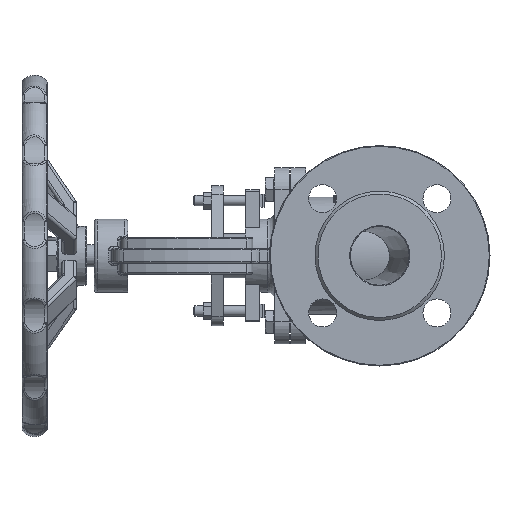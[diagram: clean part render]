
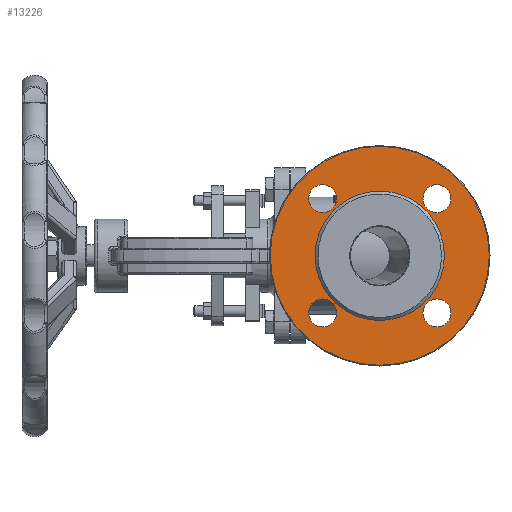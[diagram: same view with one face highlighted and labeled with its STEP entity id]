
A CAD part, left-side view. The second image highlights one B-rep face of the part: STEP entity #13226.
In plain terms, the highlighted planar face has unit normal (-1, 0, 0).
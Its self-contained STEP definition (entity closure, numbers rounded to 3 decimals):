
#328=FACE_BOUND('',#3456,.T.);
#329=FACE_BOUND('',#3457,.T.);
#330=FACE_BOUND('',#3458,.T.);
#331=FACE_BOUND('',#3459,.T.);
#332=FACE_BOUND('',#3460,.T.);
#2151=PLANE('',#14454);
#2586=FACE_OUTER_BOUND('',#3455,.T.);
#3455=EDGE_LOOP('',(#10033));
#3456=EDGE_LOOP('',(#10034));
#3457=EDGE_LOOP('',(#10035));
#3458=EDGE_LOOP('',(#10036));
#3459=EDGE_LOOP('',(#10037));
#3460=EDGE_LOOP('',(#10038));
#4270=CIRCLE('',#14453,74.5);
#4271=CIRCLE('',#14455,44.);
#4272=CIRCLE('',#14456,9.5);
#4273=CIRCLE('',#14457,9.5);
#4274=CIRCLE('',#14458,9.5);
#4275=CIRCLE('',#14459,9.5);
#5709=VERTEX_POINT('',#26058);
#5710=VERTEX_POINT('',#26062);
#5711=VERTEX_POINT('',#26064);
#5712=VERTEX_POINT('',#26066);
#5713=VERTEX_POINT('',#26068);
#5714=VERTEX_POINT('',#26070);
#7184=EDGE_CURVE('',#5709,#5709,#4270,.T.);
#7185=EDGE_CURVE('',#5710,#5710,#4271,.T.);
#7186=EDGE_CURVE('',#5711,#5711,#4272,.T.);
#7187=EDGE_CURVE('',#5712,#5712,#4273,.T.);
#7188=EDGE_CURVE('',#5713,#5713,#4274,.T.);
#7189=EDGE_CURVE('',#5714,#5714,#4275,.T.);
#10033=ORIENTED_EDGE('',*,*,#7184,.F.);
#10034=ORIENTED_EDGE('',*,*,#7185,.F.);
#10035=ORIENTED_EDGE('',*,*,#7186,.F.);
#10036=ORIENTED_EDGE('',*,*,#7187,.F.);
#10037=ORIENTED_EDGE('',*,*,#7188,.F.);
#10038=ORIENTED_EDGE('',*,*,#7189,.F.);
#13226=ADVANCED_FACE('',(#2586,#328,#329,#330,#331,#332),#2151,.F.);
#14453=AXIS2_PLACEMENT_3D('',#26060,#17201,#17202);
#14454=AXIS2_PLACEMENT_3D('',#26061,#17203,#17204);
#14455=AXIS2_PLACEMENT_3D('',#26063,#17205,#17206);
#14456=AXIS2_PLACEMENT_3D('',#26065,#17207,#17208);
#14457=AXIS2_PLACEMENT_3D('',#26067,#17209,#17210);
#14458=AXIS2_PLACEMENT_3D('',#26069,#17211,#17212);
#14459=AXIS2_PLACEMENT_3D('',#26071,#17213,#17214);
#17201=DIRECTION('center_axis',(1.,0.,0.));
#17202=DIRECTION('ref_axis',(0.,0.,1.));
#17203=DIRECTION('center_axis',(1.,0.,0.));
#17204=DIRECTION('ref_axis',(0.,0.,-1.));
#17205=DIRECTION('center_axis',(-1.,0.,0.));
#17206=DIRECTION('ref_axis',(0.,-1.,0.));
#17207=DIRECTION('center_axis',(-1.,0.,0.));
#17208=DIRECTION('ref_axis',(0.,0.,1.));
#17209=DIRECTION('center_axis',(-1.,0.,0.));
#17210=DIRECTION('ref_axis',(0.,0.,1.));
#17211=DIRECTION('center_axis',(-1.,0.,0.));
#17212=DIRECTION('ref_axis',(0.,0.,1.));
#17213=DIRECTION('center_axis',(-1.,0.,0.));
#17214=DIRECTION('ref_axis',(0.,0.,1.));
#26058=CARTESIAN_POINT('',(2.,0.,-74.5));
#26060=CARTESIAN_POINT('Origin',(2.,0.,0.));
#26061=CARTESIAN_POINT('Origin',(2.,0.,0.));
#26062=CARTESIAN_POINT('',(2.,44.,0.));
#26063=CARTESIAN_POINT('Origin',(2.,0.,0.));
#26064=CARTESIAN_POINT('',(2.,38.891,-48.391));
#26065=CARTESIAN_POINT('Origin',(2.,38.891,-38.891));
#26066=CARTESIAN_POINT('',(2.,-38.891,-48.391));
#26067=CARTESIAN_POINT('Origin',(2.,-38.891,-38.891));
#26068=CARTESIAN_POINT('',(2.,-38.891,29.391));
#26069=CARTESIAN_POINT('Origin',(2.,-38.891,38.891));
#26070=CARTESIAN_POINT('',(2.,38.891,29.391));
#26071=CARTESIAN_POINT('Origin',(2.,38.891,38.891));
